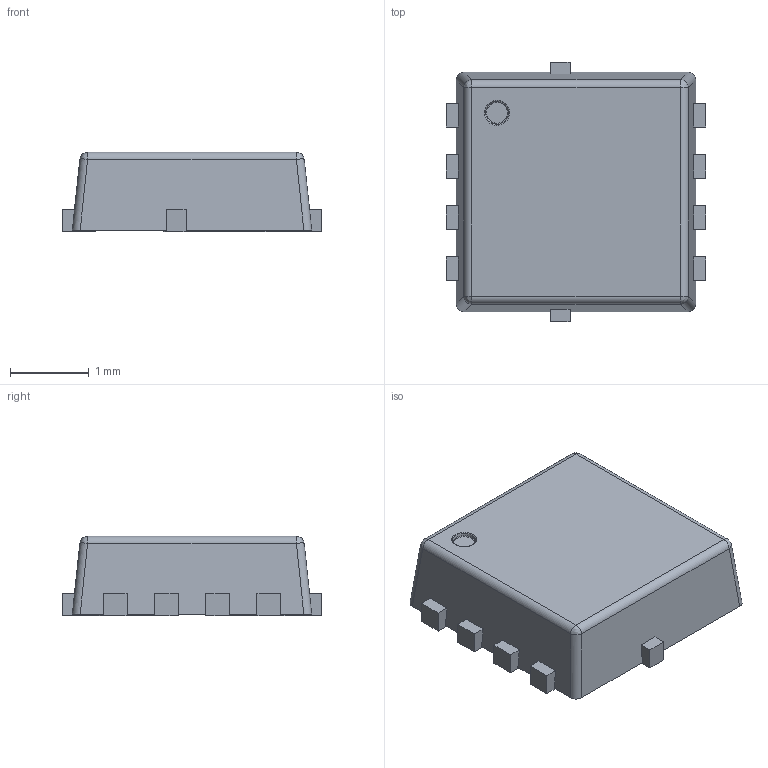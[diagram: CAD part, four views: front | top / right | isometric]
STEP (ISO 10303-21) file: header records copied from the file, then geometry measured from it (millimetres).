
FILE_DESCRIPTION (( 'STEP AP214' ), '1' );
FILE_NAME ('90EC9625-AC12-44F0-AF42-50035FAF17BE.STEP', '2024-10-10T13:22:56', ( '' ), ( '' ), 'SwSTEP 2.0', 'SolidWorks 2022', '' );
FILE_SCHEMA (( 'AUTOMOTIVE_DESIGN' ));
Length unit declared in the file: millimetre
Products named in the file (1): 90EC9625-AC12-44F0-AF42-50035FAF17BE
Bounding box: 3.3 x 3.3 x 1.01 mm (x, y, z)
Volume: 8.7 mm3; surface area: 30.4 mm2
Topology: 1 solids, 1 shells, 97 faces, 270 edges, 172 vertices
Faces by surface type: plane 79, bspline 8, cylinder 8, cone 2
Entity records: 3509 total; most frequent: CARTESIAN_POINT 744, ORIENTED_EDGE 532, DIRECTION 450, EDGE_CURVE 266, VECTOR 238, LINE 238, VERTEX_POINT 172, AXIS2_PLACEMENT_3D 106
